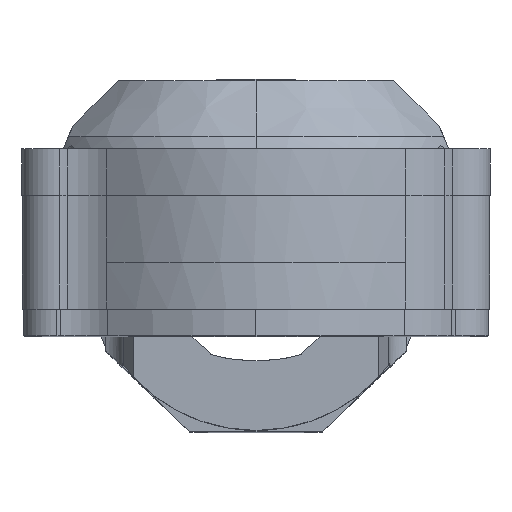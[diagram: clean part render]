
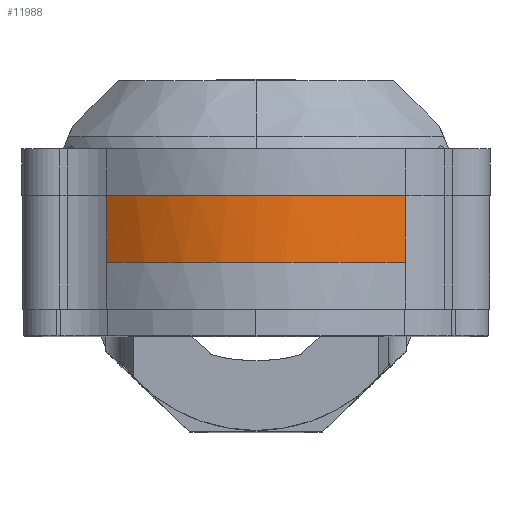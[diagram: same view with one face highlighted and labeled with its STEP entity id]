
A CAD part, top view. The second image highlights one B-rep face of the part: STEP entity #11988.
In plain terms, the highlighted free-form (B-spline) face has degree [2, 1] with [3, 2] control points.
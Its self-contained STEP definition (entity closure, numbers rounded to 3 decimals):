
#1063 = CARTESIAN_POINT ( 'NONE',  ( -11.173, 5., 87.094 ) ) ;
#1217 = CARTESIAN_POINT ( 'NONE',  ( 9.513, 5., 88.243 ) ) ;
#1740 = CARTESIAN_POINT ( 'NONE',  ( -11.173, 0., 87.094 ) ) ;
#2057 = B_SPLINE_SURFACE_WITH_KNOTS ( 'NONE', 2, 1, ( 
 ( #4694, #5857 ),
 ( #11817, #2267 ),
 ( #1740, #10565 ) ),
 .UNSPECIFIED., .F., .F., .F.,
 ( 3, 3 ),
 ( 2, 2 ),
 ( 0.078, 0.922 ),
 ( 0., 1. ),
 .UNSPECIFIED. ) ;
#2267 = CARTESIAN_POINT ( 'NONE',  ( 0., 5., 95.268 ) ) ;
#2331 = EDGE_CURVE ( 'NONE', #8693, #13022, #14882, .T. ) ;
#3041 = B_SPLINE_CURVE_WITH_KNOTS ( 'NONE', 2,
 ( #7767, #7848, #12621 ),
 .UNSPECIFIED., .F., .F.,
 ( 3, 3 ),
 ( 0.078, 0.922 ),
 .UNSPECIFIED. ) ;
#3271 = ORIENTED_EDGE ( 'NONE', *, *, #2331, .T. ) ;
#3408 = CARTESIAN_POINT ( 'NONE',  ( -9.509, 5., 88.246 ) ) ;
#3749 = VECTOR ( 'NONE', #12665, 1000. ) ;
#4154 = DIRECTION ( 'NONE',  ( 0., -1., 0. ) ) ;
#4584 = CARTESIAN_POINT ( 'NONE',  ( 1.024, 5., 91.181 ) ) ;
#4665 = CARTESIAN_POINT ( 'NONE',  ( -4.947, 5., 90.387 ) ) ;
#4694 = CARTESIAN_POINT ( 'NONE',  ( 11.173, 0., 87.094 ) ) ;
#4817 = CARTESIAN_POINT ( 'NONE',  ( 5.466, 5., 90.21 ) ) ;
#5103 = CARTESIAN_POINT ( 'NONE',  ( -2.015, 5., 91.08 ) ) ;
#5294 = EDGE_CURVE ( 'NONE', #10593, #8136, #12355, .T. ) ;
#5857 = CARTESIAN_POINT ( 'NONE',  ( 11.173, 5., 87.094 ) ) ;
#5910 = CARTESIAN_POINT ( 'NONE',  ( 3.52, 5., 90.783 ) ) ;
#5986 = CARTESIAN_POINT ( 'NONE',  ( -5.429, 5., 90.223 ) ) ;
#6279 = CARTESIAN_POINT ( 'NONE',  ( -3.979, 5., 90.67 ) ) ;
#6519 = CARTESIAN_POINT ( 'NONE',  ( -11.173, 7.5, 87.094 ) ) ;
#6572 = CARTESIAN_POINT ( 'NONE',  ( 11.173, 7.5, 87.094 ) ) ;
#6854 = ORIENTED_EDGE ( 'NONE', *, *, #10091, .T. ) ;
#7050 = FACE_OUTER_BOUND ( 'NONE', #7823, .T. ) ;
#7452 = CARTESIAN_POINT ( 'NONE',  ( -3.491, 5., 90.79 ) ) ;
#7767 = CARTESIAN_POINT ( 'NONE',  ( -11.173, 0., 87.094 ) ) ;
#7823 = EDGE_LOOP ( 'NONE', ( #12677, #13980, #6854, #3271 ) ) ;
#7848 = CARTESIAN_POINT ( 'NONE',  ( 0., 0., 95.268 ) ) ;
#8042 = CARTESIAN_POINT ( 'NONE',  ( -11.173, 5., 87.094 ) ) ;
#8136 = VERTEX_POINT ( 'NONE', #8711 ) ;
#8181 = CARTESIAN_POINT ( 'NONE',  ( 11.173, 5., 87.094 ) ) ;
#8693 = VERTEX_POINT ( 'NONE', #8042 ) ;
#8707 = CARTESIAN_POINT ( 'NONE',  ( -6.849, 5., 89.674 ) ) ;
#8711 = CARTESIAN_POINT ( 'NONE',  ( 11.173, 0., 87.094 ) ) ;
#9365 = CARTESIAN_POINT ( 'NONE',  ( -7.757, 5., 89.236 ) ) ;
#9601 = CARTESIAN_POINT ( 'NONE',  ( -1.014, 5., 91.181 ) ) ;
#9712 = CARTESIAN_POINT ( 'NONE',  ( 11.173, 5., 87.094 ) ) ;
#10091 = EDGE_CURVE ( 'NONE', #10593, #8693, #12649, .T. ) ;
#10565 = CARTESIAN_POINT ( 'NONE',  ( -11.173, 5., 87.094 ) ) ;
#10593 = VERTEX_POINT ( 'NONE', #9712 ) ;
#10697 = CARTESIAN_POINT ( 'NONE',  ( 2.031, 5., 91.078 ) ) ;
#11048 = CARTESIAN_POINT ( 'NONE',  ( -11.173, 0., 87.094 ) ) ;
#11787 = CARTESIAN_POINT ( 'NONE',  ( 4.014, 5., 90.661 ) ) ;
#11817 = CARTESIAN_POINT ( 'NONE',  ( 0., 0., 95.268 ) ) ;
#11866 = CARTESIAN_POINT ( 'NONE',  ( 10.355, 5., 87.693 ) ) ;
#11968 = EDGE_CURVE ( 'NONE', #13022, #8136, #3041, .T. ) ;
#11988 = ADVANCED_FACE ( 'NONE', ( #7050 ), #2057, .F. ) ;
#12355 = LINE ( 'NONE', #6572, #3749 ) ;
#12621 = CARTESIAN_POINT ( 'NONE',  ( 11.173, 0., 87.094 ) ) ;
#12649 = B_SPLINE_CURVE_WITH_KNOTS ( 'NONE', 3,
 ( #8181, #11866, #1217, #13117, #14660, #4817, #15389, #11787, #5910, #10697, #4584, #9601, #5103, #7452, #6279, #4665, #5986, #8707, #9365, #3408, #12959, #1063 ),
 .UNSPECIFIED., .F., .F.,
 ( 4, 2, 2, 2, 2, 2, 2, 2, 2, 2, 4 ),
 ( -0.012, -0.009, -0.006, -0.004, -0.003, 0., 0.003, 0.005, 0.006, 0.009, 0.012 ),
 .UNSPECIFIED. ) ;
#12665 = DIRECTION ( 'NONE',  ( 0., -1., 0. ) ) ;
#12677 = ORIENTED_EDGE ( 'NONE', *, *, #11968, .T. ) ;
#12959 = CARTESIAN_POINT ( 'NONE',  ( -10.354, 5., 87.693 ) ) ;
#13022 = VERTEX_POINT ( 'NONE', #11048 ) ;
#13117 = CARTESIAN_POINT ( 'NONE',  ( 7.771, 5., 89.229 ) ) ;
#13980 = ORIENTED_EDGE ( 'NONE', *, *, #5294, .F. ) ;
#13987 = VECTOR ( 'NONE', #4154, 1000. ) ;
#14660 = CARTESIAN_POINT ( 'NONE',  ( 6.871, 5., 89.664 ) ) ;
#14882 = LINE ( 'NONE', #6519, #13987 ) ;
#15389 = CARTESIAN_POINT ( 'NONE',  ( 4.989, 5., 90.374 ) ) ;
